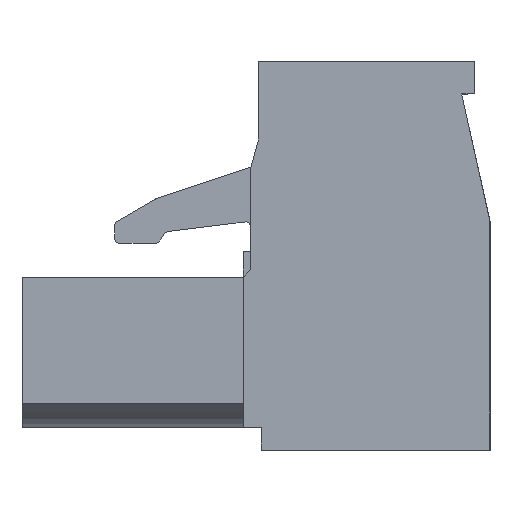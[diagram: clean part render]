
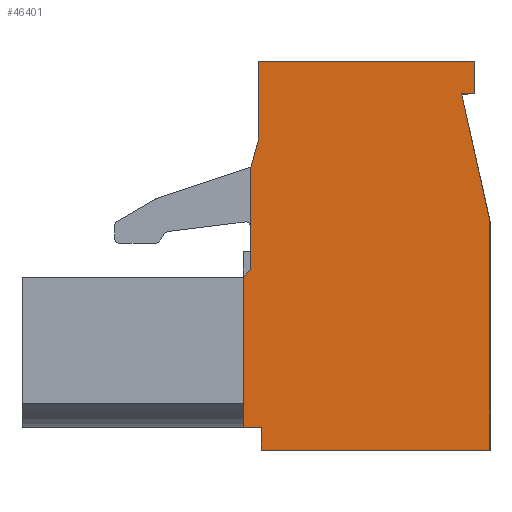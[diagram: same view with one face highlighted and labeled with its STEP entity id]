
A CAD part, left-side view. The second image highlights one B-rep face of the part: STEP entity #46401.
In plain terms, the highlighted planar face has unit normal (-1, 0, 0).
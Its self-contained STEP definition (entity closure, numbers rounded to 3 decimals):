
#8264=ORIENTED_EDGE('',*,*,#17881,.F.);
#8265=ORIENTED_EDGE('',*,*,#15930,.F.);
#8266=ORIENTED_EDGE('',*,*,#16875,.F.);
#8267=ORIENTED_EDGE('',*,*,#15316,.F.);
#8268=ORIENTED_EDGE('',*,*,#16861,.F.);
#8269=ORIENTED_EDGE('',*,*,#15993,.F.);
#8270=ORIENTED_EDGE('',*,*,#15454,.F.);
#8271=ORIENTED_EDGE('',*,*,#16862,.F.);
#8272=ORIENTED_EDGE('',*,*,#15224,.F.);
#8273=ORIENTED_EDGE('',*,*,#16866,.F.);
#8274=ORIENTED_EDGE('',*,*,#16869,.F.);
#8275=ORIENTED_EDGE('',*,*,#14240,.F.);
#8276=ORIENTED_EDGE('',*,*,#16906,.F.);
#14240=EDGE_CURVE('',#20777,#20778,#25089,.T.);
#15224=EDGE_CURVE('',#21634,#21635,#25988,.T.);
#15316=EDGE_CURVE('',#21726,#21727,#26080,.T.);
#15454=EDGE_CURVE('',#21843,#21844,#26217,.T.);
#15930=EDGE_CURVE('',#22296,#22297,#26604,.T.);
#15993=EDGE_CURVE('',#21844,#22351,#26666,.T.);
#16861=EDGE_CURVE('',#22351,#21726,#27449,.T.);
#16862=EDGE_CURVE('',#21635,#21843,#27450,.T.);
#16866=EDGE_CURVE('',#22959,#21634,#27454,.T.);
#16869=EDGE_CURVE('',#20778,#22959,#27457,.T.);
#16875=EDGE_CURVE('',#21727,#22296,#27463,.T.);
#16906=EDGE_CURVE('',#22971,#20777,#27492,.T.);
#17881=EDGE_CURVE('',#22297,#22971,#28337,.T.);
#20777=VERTEX_POINT('',#63180);
#20778=VERTEX_POINT('',#63182);
#21634=VERTEX_POINT('',#65151);
#21635=VERTEX_POINT('',#65153);
#21726=VERTEX_POINT('',#65336);
#21727=VERTEX_POINT('',#65338);
#21843=VERTEX_POINT('',#65592);
#21844=VERTEX_POINT('',#65594);
#22296=VERTEX_POINT('',#66526);
#22297=VERTEX_POINT('',#66528);
#22351=VERTEX_POINT('',#66654);
#22959=VERTEX_POINT('',#68350);
#22971=VERTEX_POINT('',#68428);
#25089=LINE('',#63181,#31053);
#25988=LINE('',#65152,#31952);
#26080=LINE('',#65337,#32044);
#26217=LINE('',#65593,#32181);
#26604=LINE('',#66527,#32568);
#26666=LINE('',#66653,#32630);
#27449=LINE('',#68340,#33413);
#27450=LINE('',#68342,#33414);
#27454=LINE('',#68351,#33418);
#27457=LINE('',#68356,#33421);
#27463=LINE('',#68365,#33427);
#27492=LINE('',#68429,#33456);
#28337=LINE('',#70567,#34301);
#31053=VECTOR('',#50979,1000.);
#31952=VECTOR('',#52308,1000.);
#32044=VECTOR('',#52402,1000.);
#32181=VECTOR('',#52543,1000.);
#32568=VECTOR('',#53118,1000.);
#32630=VECTOR('',#53200,1000.);
#33413=VECTOR('',#54581,1000.);
#33414=VECTOR('',#54584,1000.);
#33418=VECTOR('',#54590,1000.);
#33421=VECTOR('',#54595,1000.);
#33427=VECTOR('',#54605,1000.);
#33456=VECTOR('',#54684,1000.);
#34301=VECTOR('',#57495,1000.);
#38617=EDGE_LOOP('',(#8264,#8265,#8266,#8267,#8268,#8269,#8270,#8271,#8272,
#8273,#8274,#8275,#8276));
#41572=FACE_BOUND('',#38617,.T.);
#44014=PLANE('',#49541);
#46401=ADVANCED_FACE('',(#41572),#44014,.F.);
#49541=AXIS2_PLACEMENT_3D('',#70701,#57657,#57658);
#50979=DIRECTION('',(0.,0.,1.));
#52308=DIRECTION('',(0.,-1.,0.));
#52402=DIRECTION('',(0.,1.,0.));
#52543=DIRECTION('',(0.,1.,0.));
#53118=DIRECTION('',(0.,1.,0.));
#53200=DIRECTION('',(0.,-0.217,-0.976));
#54581=DIRECTION('',(0.,0.,-1.));
#54584=DIRECTION('',(0.,0.,-1.));
#54590=DIRECTION('',(0.,0.,1.));
#54595=DIRECTION('',(0.,-0.263,0.965));
#54605=DIRECTION('',(0.,0.,1.));
#54684=DIRECTION('',(0.,-0.707,0.707));
#57495=DIRECTION('',(0.,0.,1.));
#57657=DIRECTION('',(1.,0.,0.));
#57658=DIRECTION('',(0.,0.,-1.));
#63180=CARTESIAN_POINT('',(-55.98,4.85,2.575));
#63181=CARTESIAN_POINT('',(-55.98,4.85,6.55));
#63182=CARTESIAN_POINT('',(-55.98,4.85,6.55));
#65151=CARTESIAN_POINT('',(-55.98,4.55,10.65));
#65152=CARTESIAN_POINT('',(-55.98,-3.85,10.65));
#65153=CARTESIAN_POINT('',(-55.98,-3.85,10.65));
#65336=CARTESIAN_POINT('',(-55.98,-4.45,-4.45));
#65337=CARTESIAN_POINT('',(-55.98,4.45,-4.45));
#65338=CARTESIAN_POINT('',(-55.98,4.45,-4.45));
#65592=CARTESIAN_POINT('',(-55.98,-3.85,9.4));
#65593=CARTESIAN_POINT('',(-55.98,-3.35,9.4));
#65594=CARTESIAN_POINT('',(-55.98,-3.35,9.4));
#66526=CARTESIAN_POINT('',(-55.98,4.45,-3.575));
#66527=CARTESIAN_POINT('',(-55.98,5.15,-3.575));
#66528=CARTESIAN_POINT('',(-55.98,5.15,-3.575));
#66653=CARTESIAN_POINT('',(-55.98,-3.35,9.4));
#66654=CARTESIAN_POINT('',(-55.98,-4.45,4.45));
#68340=CARTESIAN_POINT('',(-55.98,-4.45,-4.45));
#68342=CARTESIAN_POINT('',(-55.98,-3.85,9.4));
#68350=CARTESIAN_POINT('',(-55.98,4.55,7.65));
#68351=CARTESIAN_POINT('',(-55.98,4.55,10.65));
#68356=CARTESIAN_POINT('',(-55.98,4.55,7.65));
#68365=CARTESIAN_POINT('',(-55.98,4.45,-3.575));
#68428=CARTESIAN_POINT('',(-55.98,5.15,2.275));
#68429=CARTESIAN_POINT('',(-55.98,5.15,2.275));
#70567=CARTESIAN_POINT('',(-55.98,5.15,2.275));
#70701=CARTESIAN_POINT('',(-55.98,0.,0.));
